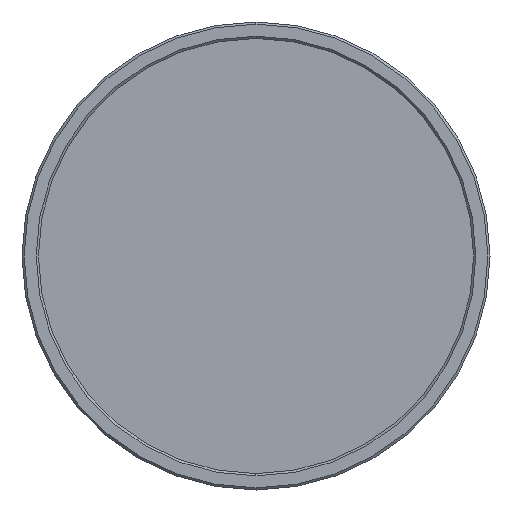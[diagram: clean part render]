
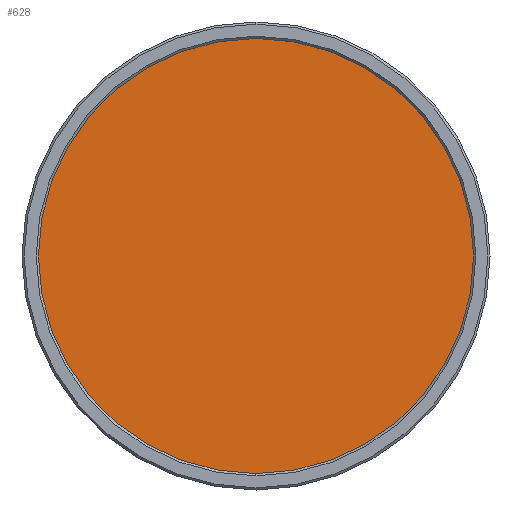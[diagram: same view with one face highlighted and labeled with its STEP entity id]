
A CAD part, left-side view. The second image highlights one B-rep face of the part: STEP entity #628.
In plain terms, the highlighted planar face has unit normal (-1, 0, 0).
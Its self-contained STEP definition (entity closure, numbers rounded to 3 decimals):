
#33 = FACE_OUTER_BOUND ( 'NONE', #551, .T. ) ;
#329 = ORIENTED_EDGE ( 'NONE', *, *, #802, .F. ) ;
#342 = ORIENTED_EDGE ( 'NONE', *, *, #884, .F. ) ;
#405 = VERTEX_POINT ( 'NONE', #1657 ) ;
#462 = VERTEX_POINT ( 'NONE', #1674 ) ;
#551 = EDGE_LOOP ( 'NONE', ( #329, #342 ) ) ;
#628 = ADVANCED_FACE ( 'NONE', ( #33 ), #1837, .F. ) ;
#675 = AXIS2_PLACEMENT_3D ( 'NONE', #1453, #1440, #1434 ) ;
#712 = AXIS2_PLACEMENT_3D ( 'NONE', #1149, #1144, #1155 ) ;
#802 = EDGE_CURVE ( 'NONE', #462, #405, #1041, .T. ) ;
#884 = EDGE_CURVE ( 'NONE', #405, #462, #956, .T. ) ;
#916 = AXIS2_PLACEMENT_3D ( 'NONE', #1825, #1807, #1808 ) ;
#956 = CIRCLE ( 'NONE', #675, 29.75 ) ;
#1041 = CIRCLE ( 'NONE', #712, 29.75 ) ;
#1144 = DIRECTION ( 'NONE',  ( 1., 0., 0. ) ) ;
#1149 = CARTESIAN_POINT ( 'NONE',  ( 2.245, 0., 0. ) ) ;
#1155 = DIRECTION ( 'NONE',  ( 0., 0., -1. ) ) ;
#1434 = DIRECTION ( 'NONE',  ( 0., 0., -1. ) ) ;
#1440 = DIRECTION ( 'NONE',  ( 1., 0., 0. ) ) ;
#1453 = CARTESIAN_POINT ( 'NONE',  ( 2.245, 0., 0. ) ) ;
#1657 = CARTESIAN_POINT ( 'NONE',  ( 2.245, 29.75, 0. ) ) ;
#1674 = CARTESIAN_POINT ( 'NONE',  ( 2.245, -29.75, 0. ) ) ;
#1807 = DIRECTION ( 'NONE',  ( 1., 0., 0. ) ) ;
#1808 = DIRECTION ( 'NONE',  ( 0., 0., -1. ) ) ;
#1825 = CARTESIAN_POINT ( 'NONE',  ( 2.245, 0., 0. ) ) ;
#1837 = PLANE ( 'NONE',  #916 ) ;
